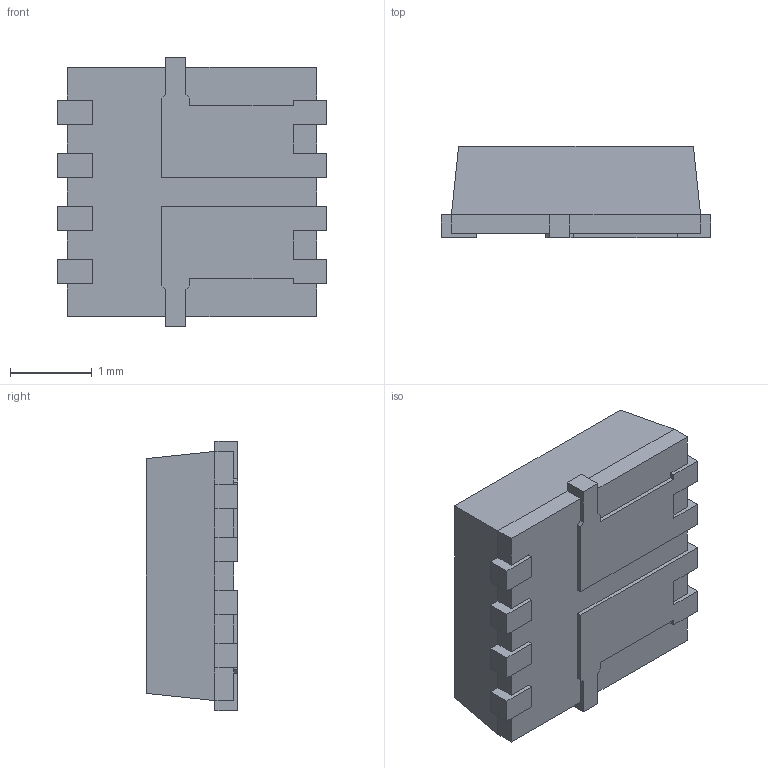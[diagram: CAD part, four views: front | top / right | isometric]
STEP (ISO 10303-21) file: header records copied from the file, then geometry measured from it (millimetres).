
FILE_DESCRIPTION (( 'STEP AP214' ), '1' );
FILE_NAME ('SI7232DN-T1-GE3.STEP', '2023-11-23T07:29:59', ( '' ), ( '' ), 'SwSTEP 2.0', 'SolidWorks 2021', '' );
FILE_SCHEMA (( 'AUTOMOTIVE_DESIGN' ));
Length unit declared in the file: millimetre
Products named in the file (1): SI7232DN-T1-GE3
Bounding box: 3.3 x 1.12 x 3.3 mm (x, y, z)
Volume: 9.8 mm3; surface area: 47.8 mm2
Topology: 7 solids, 7 shells, 128 faces, 318 edges, 204 vertices
Faces by surface type: plane 128
Entity records: 3778 total; most frequent: CARTESIAN_POINT 651, ORIENTED_EDGE 636, DIRECTION 576, LINE 318, VECTOR 318, EDGE_CURVE 318, VERTEX_POINT 204, AXIS2_PLACEMENT_3D 129
